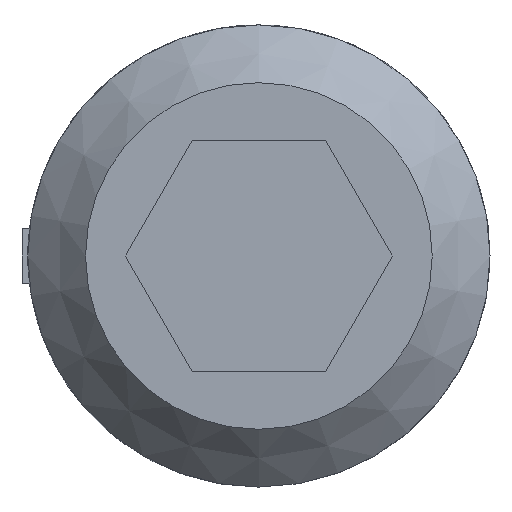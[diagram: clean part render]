
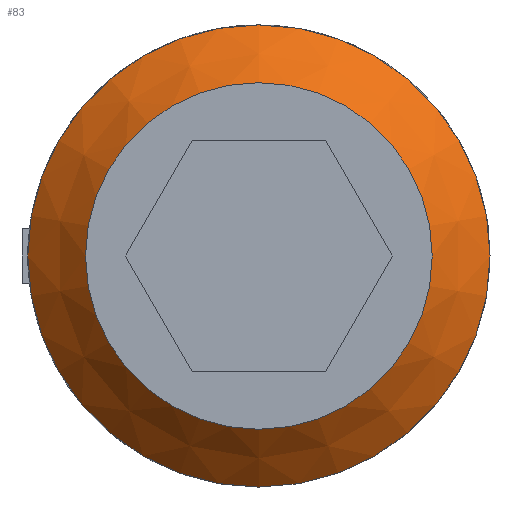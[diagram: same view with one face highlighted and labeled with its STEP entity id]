
A CAD part, left-side view. The second image highlights one B-rep face of the part: STEP entity #83.
In plain terms, the highlighted conical face has half-angle 45 degrees and reference radius 3 mm.
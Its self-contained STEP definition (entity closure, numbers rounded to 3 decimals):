
#83 = ADVANCED_FACE( '', ( #179, #180 ), #181, .T. );
#179 = FACE_OUTER_BOUND( '', #289, .T. );
#180 = FACE_BOUND( '', #290, .T. );
#181 = CONICAL_SURFACE( '', #291, 3., 0.785 );
#289 = EDGE_LOOP( '', ( #461 ) );
#290 = EDGE_LOOP( '', ( #462 ) );
#291 = AXIS2_PLACEMENT_3D( '', #463, #464, #465 );
#461 = ORIENTED_EDGE( '', *, *, #660, .F. );
#462 = ORIENTED_EDGE( '', *, *, #661, .T. );
#463 = CARTESIAN_POINT( '', ( 0., 0., 0. ) );
#464 = DIRECTION( '', ( 1., 0., 0. ) );
#465 = DIRECTION( '', ( 0., 0., -1. ) );
#660 = EDGE_CURVE( '', #793, #793, #794, .T. );
#661 = EDGE_CURVE( '', #795, #795, #796, .T. );
#793 = VERTEX_POINT( '', #974 );
#794 = CIRCLE( '', #975, 4. );
#795 = VERTEX_POINT( '', #976 );
#796 = CIRCLE( '', #977, 3. );
#974 = CARTESIAN_POINT( '', ( 1., 0., -4. ) );
#975 = AXIS2_PLACEMENT_3D( '', #1088, #1089, #1090 );
#976 = CARTESIAN_POINT( '', ( 0., 0., -3. ) );
#977 = AXIS2_PLACEMENT_3D( '', #1091, #1092, #1093 );
#1088 = CARTESIAN_POINT( '', ( 1., 0., 0. ) );
#1089 = DIRECTION( '', ( 1., 0., 0. ) );
#1090 = DIRECTION( '', ( 0., 0., -1. ) );
#1091 = CARTESIAN_POINT( '', ( 0., 0., 0. ) );
#1092 = DIRECTION( '', ( 1., 0., 0. ) );
#1093 = DIRECTION( '', ( 0., 0., -1. ) );
